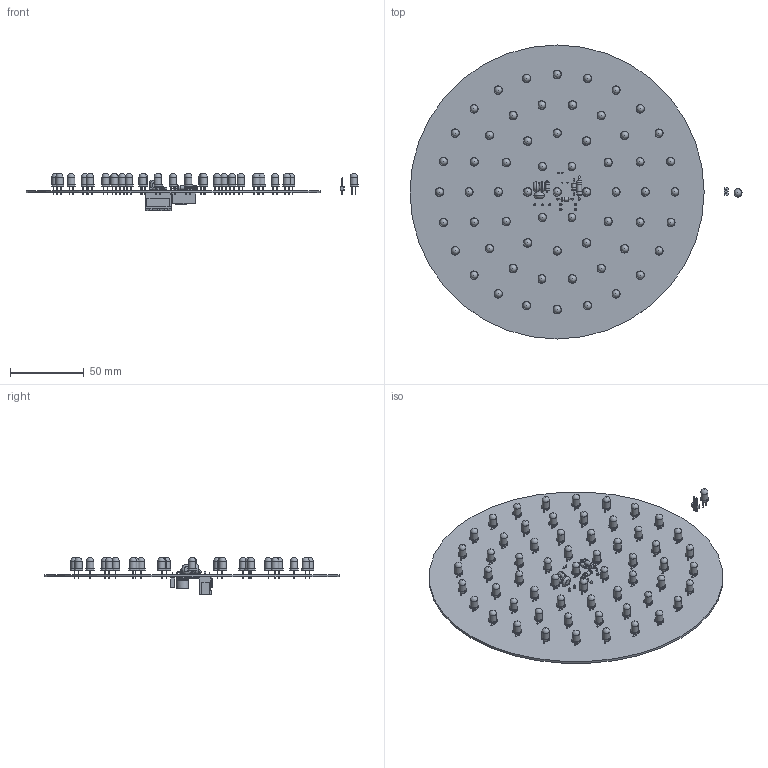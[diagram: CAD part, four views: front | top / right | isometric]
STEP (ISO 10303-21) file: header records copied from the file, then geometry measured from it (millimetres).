
FILE_DESCRIPTION(('KiCad electronic assembly'),'2;1');
FILE_NAME('PLC.step','2021-12-06T22:00:11',('An Author'),('A Company'), 'Open CASCADE STEP processor 7.3','KiCad to STEP converter','Unknown' );
FILE_SCHEMA(('AUTOMOTIVE_DESIGN { 1 0 10303 214 1 1 1 1 }'));
Length unit declared in the file: millimetre
Products named in the file (28): Open CASCADE STEP translator 7.3 1; R_Axial_DIN0207_L6.3mm_D2.5mm_P7.62mm_Horizontal; SOLID; R_Axial_DIN0411_L9.9mm_D3.6mm_P15.24mm_Horizontal; D_DO-41_SOD81_P10.16mm_Horizontal; CP_Radial_D8.0mm_P3.50mm; Fuseholder_Blade_Mini_Keystone_3568; RV_Disc_D7mm_W3.4mm_P5mm; PinHeader_1x02_P2.54mm_Vertical; PinSocket_1x02_P2.54mm_Vertical; LED_D5.0mm_IRGrey; PhoenixContact_MSTBVA_2,5_3-G-5,08_1x03_P5.08mm_Vertical; LED_D5.0mm_IRBlack; LED_D5.0mm; LED_D5.0mm_Clear; COMPOUND
Assembly tree (88 placements, depth 3):
  Open CASCADE STEP translator 7.3 1
    R_Axial_DIN0207_L6.3mm_D2.5mm_P7.62mm_Horizontal
      SOLID
    R_Axial_DIN0411_L9.9mm_D3.6mm_P15.24mm_Horizontal
      SOLID
    D_DO-41_SOD81_P10.16mm_Horizontal  x2
      SOLID
    CP_Radial_D8.0mm_P3.50mm
      SOLID
    Fuseholder_Blade_Mini_Keystone_3568
      SOLID
    RV_Disc_D7mm_W3.4mm_P5mm  x3
      SOLID
    PinHeader_1x02_P2.54mm_Vertical
      SOLID
    PinSocket_1x02_P2.54mm_Vertical
      SOLID
    LED_D5.0mm_IRGrey  x14
      SOLID
    PhoenixContact_MSTBVA_2,5_3-G-5,08_1x03_P5.08mm_Vertical
      SOLID
    LED_D5.0mm_IRBlack  x16
      SOLID
    LED_D5.0mm  x16
      SOLID
    LED_D5.0mm_Clear  x16
      SOLID
    COMPOUND
Bounding box: 225.77 x 200 x 25.3 mm (x, y, z)
Volume: 62337 mm3; surface area: 79437.5 mm2
Topology: 75 solids, 76 shells, 1635 faces, 3813 edges, 2495 vertices
Faces by surface type: plane 1172, cylinder 357, sphere 66, torus 26, bspline 8, revolution 6
Full cylindrical faces by diameter (mm): 0.5 x2, 0.54 x6, 0.6 x8, 0.8 x16, 0.9 x122, 1 x2, 1.1 x4, 1.2 x2, 1.4 x3, 1.78 x4, 2.25 x1, 2.5 x2, 2.7 x4, 2.72 x2, 3.24 x1, 3.6 x2, 4.9 x62, 7 x3, 200 x1
Entity records: 51775 total; most frequent: CARTESIAN_POINT 11527, DIRECTION 6949, LINE 4007, VECTOR 4007, ORIENTED_EDGE 3432, PCURVE 3428, DEFINITIONAL_REPRESENTATION 3428, EDGE_CURVE 1714
